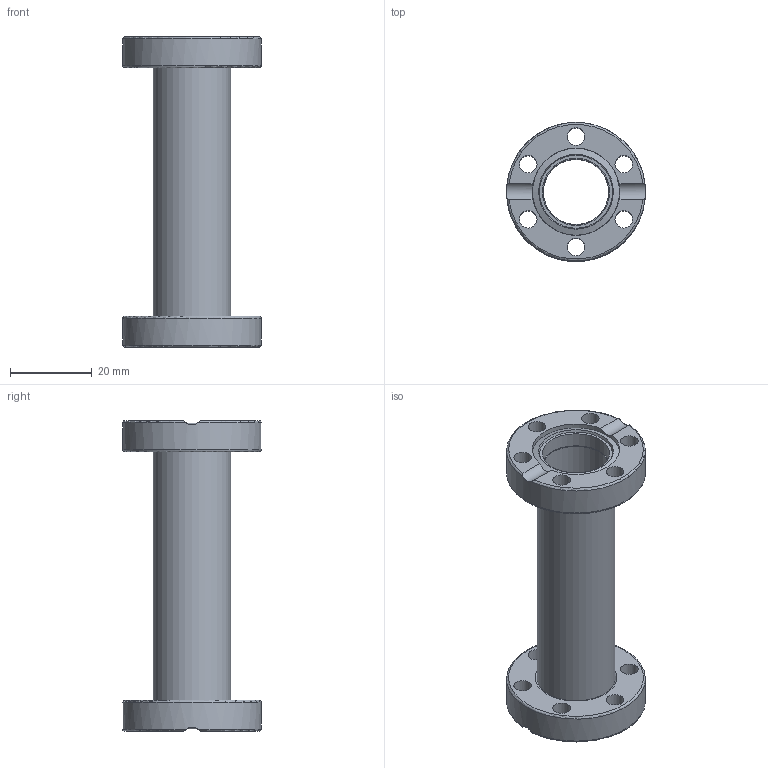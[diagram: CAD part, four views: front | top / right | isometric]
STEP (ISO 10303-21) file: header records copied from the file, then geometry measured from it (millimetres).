
FILE_DESCRIPTION((''),'2;1');
FILE_NAME('SC16R-304.stp','2009-04-15T09:52:42',('hasers'),(''),'Autodesk Inventor 2008','Autodesk Inventor 2008','');
FILE_SCHEMA(('AUTOMOTIVE_DESIGN { 1 0 10303 214 1 1 1 1 }'));
Length unit declared in the file: millimetre
Products named in the file (5): SC16R-304; CF-R [Subject [Summary]=-304][Title [Summary]=F16RIB19]; CF-07 [Keywords [Summary]=1.4301][Company [Summary]=Vacom][Title [Summary]=F16B19]; Rohre [Subject [Summary]=normal][Keywords [Summary]=1.4301][Title [Summary]=19x1,5 (0,5m)]_2; CF-R [Subject [Summary]=-304][Title [Summary]=F16RO]
Assembly tree (4 placements, depth 2):
  SC16R-304
    CF-R [Subject [Summary]=-304][Title [Summary]=F16RIB19]
    CF-07 [Keywords [Summary]=1.4301][Company [Summary]=Vacom][Title [Summary]=F16B19]
    Rohre [Subject [Summary]=normal][Keywords [Summary]=1.4301][Title [Summary]=19x1,5 (0,5m)]_2
    CF-R [Subject [Summary]=-304][Title [Summary]=F16RO]
Bounding box: 34 x 33.98 x 76 mm (x, y, z)
Volume: 13854.5 mm3; surface area: 14312 mm2
Topology: 4 solids, 4 shells, 60 faces, 151 edges, 101 vertices
Faces by surface type: bspline 20, plane 12, cylinder 12, torus 11, cone 5
Full cylindrical faces by diameter (mm): 16 x1, 16.5 x1, 19 x1, 19.1 x1, 21.3 x1, 21.4 x1, 22 x1, 34 x2
Entity records: 2115 total; most frequent: CARTESIAN_POINT 785, DIRECTION 246, ORIENTED_EDGE 188, EDGE_LOOP 132, AXIS2_PLACEMENT_3D 119, EDGE_CURVE 94, VERTEX_POINT 82, FACE_BOUND 72
